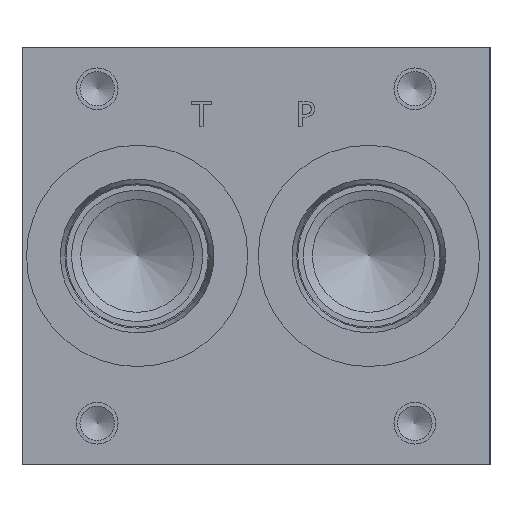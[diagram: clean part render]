
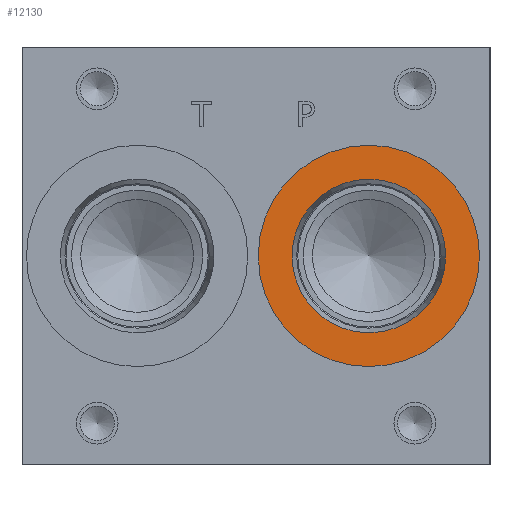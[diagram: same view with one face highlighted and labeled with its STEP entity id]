
A CAD part, left-side view. The second image highlights one B-rep face of the part: STEP entity #12130.
In plain terms, the highlighted planar face has unit normal (-1, 0, 0).
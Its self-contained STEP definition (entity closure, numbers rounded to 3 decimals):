
#270=CIRCLE('',#12742,21.019);
#271=CIRCLE('',#12743,21.019);
#272=CIRCLE('',#12745,14.592);
#273=CIRCLE('',#12746,14.592);
#535=FACE_BOUND('',#2243,.T.);
#1540=FACE_OUTER_BOUND('',#2242,.T.);
#2242=EDGE_LOOP('',(#10209,#10210));
#2243=EDGE_LOOP('',(#10211,#10212));
#5529=VERTEX_POINT('',#20565);
#5530=VERTEX_POINT('',#20567);
#5531=VERTEX_POINT('',#20571);
#5532=VERTEX_POINT('',#20572);
#7153=EDGE_CURVE('',#5529,#5530,#270,.T.);
#7154=EDGE_CURVE('',#5530,#5529,#271,.T.);
#7155=EDGE_CURVE('',#5531,#5532,#272,.T.);
#7156=EDGE_CURVE('',#5532,#5531,#273,.T.);
#10209=ORIENTED_EDGE('',*,*,#7154,.F.);
#10210=ORIENTED_EDGE('',*,*,#7153,.F.);
#10211=ORIENTED_EDGE('',*,*,#7155,.T.);
#10212=ORIENTED_EDGE('',*,*,#7156,.T.);
#11153=PLANE('',#12744);
#12130=ADVANCED_FACE('',(#1540,#535),#11153,.F.);
#12742=AXIS2_PLACEMENT_3D('',#20568,#14998,#14999);
#12743=AXIS2_PLACEMENT_3D('',#20569,#15000,#15001);
#12744=AXIS2_PLACEMENT_3D('',#20570,#15002,#15003);
#12745=AXIS2_PLACEMENT_3D('',#20573,#15004,#15005);
#12746=AXIS2_PLACEMENT_3D('',#20574,#15006,#15007);
#14998=DIRECTION('center_axis',(1.,0.,0.));
#14999=DIRECTION('ref_axis',(0.,0.,-1.));
#15000=DIRECTION('center_axis',(1.,0.,0.));
#15001=DIRECTION('ref_axis',(0.,0.,-1.));
#15002=DIRECTION('center_axis',(1.,0.,0.));
#15003=DIRECTION('ref_axis',(0.,0.,-1.));
#15004=DIRECTION('center_axis',(1.,0.,0.));
#15005=DIRECTION('ref_axis',(0.,0.,-1.));
#15006=DIRECTION('center_axis',(1.,0.,0.));
#15007=DIRECTION('ref_axis',(0.,0.,-1.));
#20565=CARTESIAN_POINT('',(0.787,23.012,18.682));
#20567=CARTESIAN_POINT('',(0.787,23.012,60.719));
#20568=CARTESIAN_POINT('Origin',(0.787,23.012,39.7));
#20569=CARTESIAN_POINT('Origin',(0.787,23.012,39.7));
#20570=CARTESIAN_POINT('Origin',(0.787,23.012,54.293));
#20571=CARTESIAN_POINT('',(0.787,23.012,54.293));
#20572=CARTESIAN_POINT('',(0.787,23.012,25.108));
#20573=CARTESIAN_POINT('Origin',(0.787,23.012,39.7));
#20574=CARTESIAN_POINT('Origin',(0.787,23.012,39.7));
